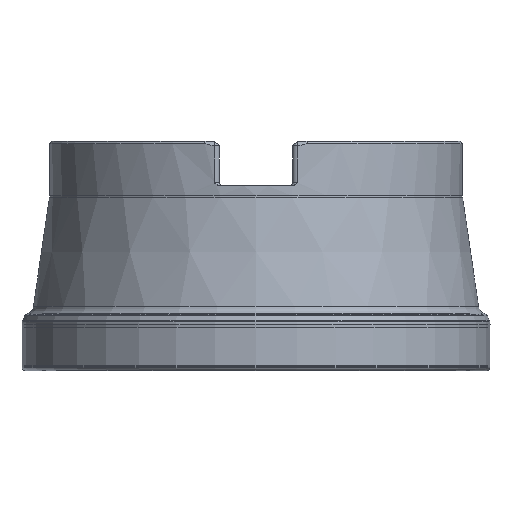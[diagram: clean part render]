
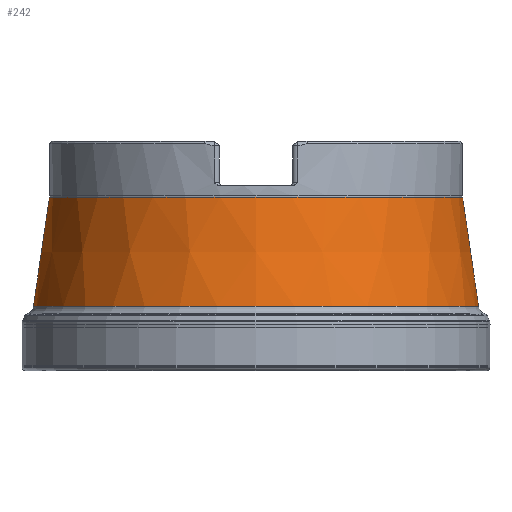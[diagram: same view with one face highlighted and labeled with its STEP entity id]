
A CAD part, front view. The second image highlights one B-rep face of the part: STEP entity #242.
In plain terms, the highlighted conical face has half-angle 8.335 degrees and reference radius 45 mm.
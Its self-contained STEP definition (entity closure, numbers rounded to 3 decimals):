
#161=CONICAL_SURFACE('',#1755,45.,8.335);
#242=ADVANCED_FACE('',(#570,#571),#161,.T.);
#570=FACE_BOUND('',#705,.T.);
#571=FACE_BOUND('',#706,.T.);
#705=EDGE_LOOP('',(#917));
#706=EDGE_LOOP('',(#918));
#917=ORIENTED_EDGE('',*,*,#1457,.T.);
#918=ORIENTED_EDGE('',*,*,#1458,.T.);
#1309=VERTEX_POINT('',#2574);
#1310=VERTEX_POINT('',#2576);
#1457=EDGE_CURVE('',#1309,#1309,#1636,.T.);
#1458=EDGE_CURVE('',#1310,#1310,#1637,.T.);
#1636=CIRCLE('',#1753,48.512);
#1637=CIRCLE('',#1754,45.021);
#1753=AXIS2_PLACEMENT_3D('',#2573,#1987,#1988);
#1754=AXIS2_PLACEMENT_3D('',#2575,#1989,#1990);
#1755=AXIS2_PLACEMENT_3D('',#2577,#1991,#1992);
#1987=DIRECTION('',(0.,0.,1.));
#1988=DIRECTION('',(-1.,0.,0.));
#1989=DIRECTION('',(0.,0.,-1.));
#1990=DIRECTION('',(-1.,0.,0.));
#1991=DIRECTION('',(0.,0.,-1.));
#1992=DIRECTION('',(-1.,0.,0.));
#2573=CARTESIAN_POINT('',(0.,0.,-35.971));
#2574=CARTESIAN_POINT('',(-48.512,0.,-35.971));
#2575=CARTESIAN_POINT('',(0.,0.,-12.144));
#2576=CARTESIAN_POINT('',(-45.021,0.,-12.144));
#2577=CARTESIAN_POINT('',(0.,0.,-12.));
